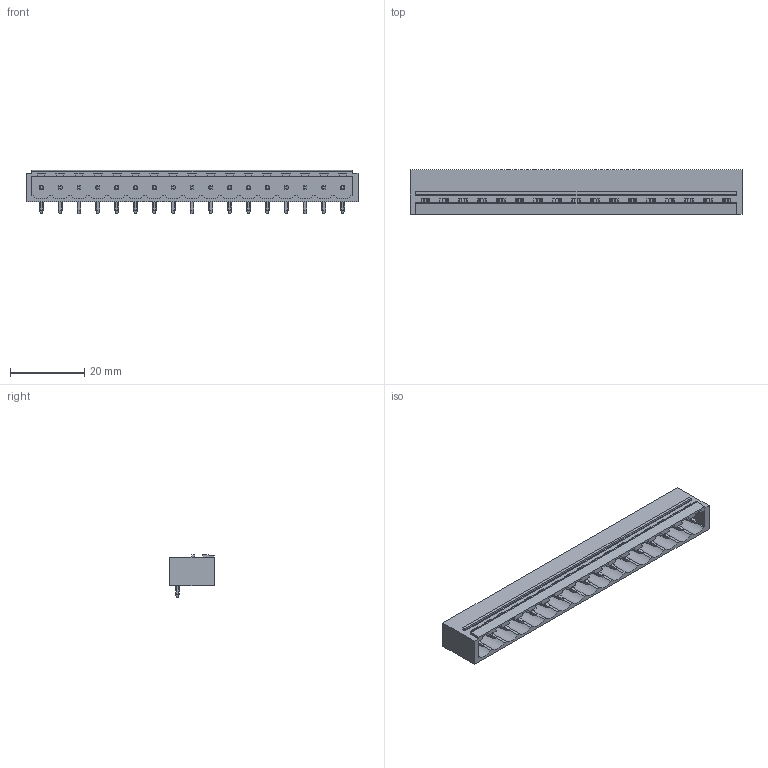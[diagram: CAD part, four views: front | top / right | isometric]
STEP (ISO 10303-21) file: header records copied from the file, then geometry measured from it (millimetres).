
FILE_DESCRIPTION(('CATIA V5 STEP Exchange','CAx-IF Rec.Pracs.--- Model Styling and Organization---1.2---2011-12-15'),'2;1');
FILE_NAME ('D1449396_0', '2018-10-26T05:49:32+00:00', ('none'), ('Weidmueller'), 'CATIA Version 5-6 Release 2014', 'CATIA V5 STEP AP214', 'none');
FILE_SCHEMA(('AUTOMOTIVE_DESIGN { 1 0 10303 214 1 1 1 1 }'));
Length unit declared in the file: millimetre
Products named in the file (1): 1155490000
Bounding box: 89.56 x 12 x 11.63 mm (x, y, z)
Volume: 4229.3 mm3; surface area: 6880 mm2
Topology: 18 solids, 18 shells, 839 faces, 2335 edges, 1500 vertices
Faces by surface type: plane 548, cylinder 291
Entity records: 24334 total; most frequent: CARTESIAN_POINT 5588, ORIENTED_EDGE 4670, DIRECTION 2625, EDGE_CURVE 2329, VECTOR 1615, LINE 1615, VERTEX_POINT 1492, EDGE_LOOP 875
